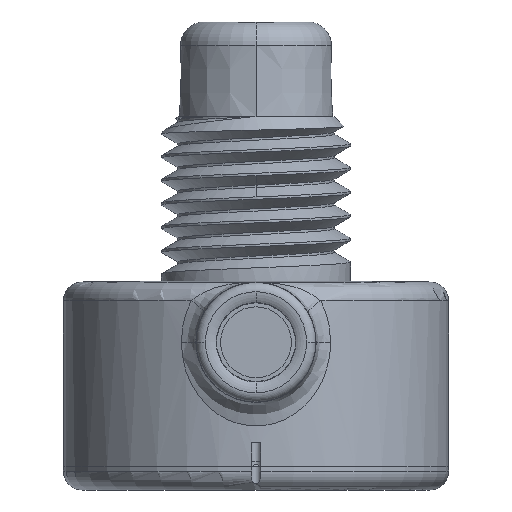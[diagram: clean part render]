
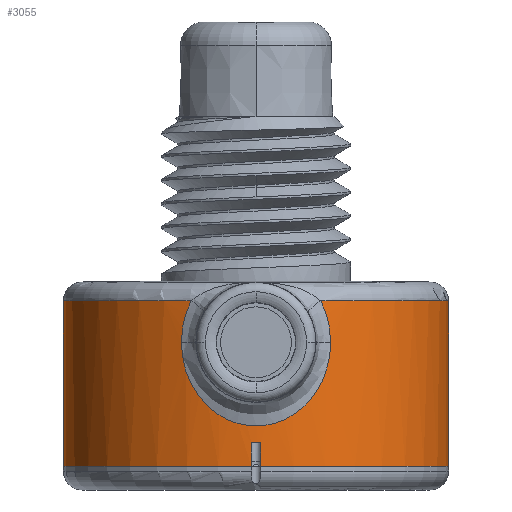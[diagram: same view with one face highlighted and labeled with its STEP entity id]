
A CAD part, front view. The second image highlights one B-rep face of the part: STEP entity #3055.
In plain terms, the highlighted cylindrical face has radius 8.15 mm (diameter 16.3 mm), a partial arc.
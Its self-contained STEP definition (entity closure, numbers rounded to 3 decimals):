
#9=DIRECTION('',(0.,0.,1.));
#10=VECTOR('',#9,7.);
#11=CARTESIAN_POINT('',(8.15,0.,0.));
#12=LINE('',#11,#10);
#13=CARTESIAN_POINT('',(0.,0.,0.));
#14=DIRECTION('',(0.,0.,-1.));
#15=DIRECTION('',(-0.025,-1.,0.));
#16=AXIS2_PLACEMENT_3D('',#13,#14,#15);
#18=DIRECTION('',(0.,0.,1.));
#19=VECTOR('',#18,7.);
#20=CARTESIAN_POINT('',(-8.15,0.,0.));
#21=LINE('',#20,#19);
#22=CARTESIAN_POINT('',(0.,0.,0.));
#23=DIRECTION('',(0.,0.,-1.));
#24=DIRECTION('',(1.,0.,0.));
#25=AXIS2_PLACEMENT_3D('',#22,#23,#24);
#27=DIRECTION('',(0.,0.,1.));
#28=VECTOR('',#27,1.);
#29=CARTESIAN_POINT('',(0.2,-8.148,0.));
#30=LINE('',#29,#28);
#31=DIRECTION('',(0.,0.,1.));
#32=VECTOR('',#31,1.);
#33=CARTESIAN_POINT('',(-0.2,-8.148,0.));
#34=LINE('',#33,#32);
#40=CARTESIAN_POINT('',(0.,0.,7.));
#41=DIRECTION('',(0.,0.,1.));
#42=DIRECTION('',(0.337,-0.942,0.));
#43=AXIS2_PLACEMENT_3D('',#40,#41,#42);
#45=CARTESIAN_POINT('',(0.,0.,7.));
#46=DIRECTION('',(0.,0.,1.));
#47=DIRECTION('',(-1.,0.,0.));
#48=AXIS2_PLACEMENT_3D('',#45,#46,#47);
#2328=CARTESIAN_POINT('',(2.744,-7.674,7.));
#2388=CARTESIAN_POINT('',(-2.744,-7.674,
7.));
#2474=CARTESIAN_POINT('',(3.156,-7.514,5.25));
#2475=CARTESIAN_POINT('',(3.156,-7.514,5.351));
#2476=CARTESIAN_POINT('',(3.149,-7.517,5.551));
#2477=CARTESIAN_POINT('',(3.114,-7.532,5.852));
#2478=CARTESIAN_POINT('',(3.057,-7.555,6.15));
#2479=CARTESIAN_POINT('',(2.976,-7.587,6.443));
#2480=CARTESIAN_POINT('',(2.872,-7.627,6.728));
#2481=CARTESIAN_POINT('',(2.789,-7.658,6.91));
#2482=CARTESIAN_POINT('',(2.744,-7.674,7.));
#2500=CARTESIAN_POINT('',(-3.156,-7.514,
5.25));
#2501=CARTESIAN_POINT('',(-3.156,-7.514,
5.15));
#2502=CARTESIAN_POINT('',(-3.149,-7.517,
4.95));
#2503=CARTESIAN_POINT('',(-3.115,-7.531,
4.649));
#2504=CARTESIAN_POINT('',(-3.057,-7.555,
4.352));
#2505=CARTESIAN_POINT('',(-2.977,-7.587,
4.06));
#2506=CARTESIAN_POINT('',(-2.874,-7.627,
3.775));
#2507=CARTESIAN_POINT('',(-2.749,-7.673,
3.501));
#2508=CARTESIAN_POINT('',(-2.603,-7.724,
3.239));
#2509=CARTESIAN_POINT('',(-2.437,-7.778,
2.994));
#2510=CARTESIAN_POINT('',(-2.255,-7.833,
2.767));
#2511=CARTESIAN_POINT('',(-2.059,-7.887,
2.561));
#2512=CARTESIAN_POINT('',(-1.85,-7.938,
2.377));
#2513=CARTESIAN_POINT('',(-1.633,-7.986,
2.216));
#2514=CARTESIAN_POINT('',(-1.409,-8.028,
2.078));
#2515=CARTESIAN_POINT('',(-1.18,-8.065,
1.963));
#2516=CARTESIAN_POINT('',(-0.947,-8.096,
1.869));
#2517=CARTESIAN_POINT('',(-0.712,-8.12,
1.798));
#2518=CARTESIAN_POINT('',(-0.475,-8.137,
1.747));
#2519=CARTESIAN_POINT('',(-0.238,-8.148,
1.717));
#2520=CARTESIAN_POINT('',(0.,-8.151,
1.707));
#2521=CARTESIAN_POINT('',(0.238,-8.148,
1.717));
#2522=CARTESIAN_POINT('',(0.475,-8.137,
1.747));
#2523=CARTESIAN_POINT('',(0.712,-8.12,
1.798));
#2524=CARTESIAN_POINT('',(0.947,-8.096,
1.869));
#2525=CARTESIAN_POINT('',(1.179,-8.065,1.963));
#2526=CARTESIAN_POINT('',(1.409,-8.028,2.078));
#2527=CARTESIAN_POINT('',(1.633,-7.986,2.216));
#2528=CARTESIAN_POINT('',(1.85,-7.938,2.377));
#2529=CARTESIAN_POINT('',(2.059,-7.887,2.561));
#2530=CARTESIAN_POINT('',(2.255,-7.833,2.767));
#2531=CARTESIAN_POINT('',(2.437,-7.778,2.994));
#2532=CARTESIAN_POINT('',(2.602,-7.724,3.239));
#2533=CARTESIAN_POINT('',(2.748,-7.673,3.5));
#2534=CARTESIAN_POINT('',(2.874,-7.627,3.775));
#2535=CARTESIAN_POINT('',(2.977,-7.587,4.06));
#2536=CARTESIAN_POINT('',(3.057,-7.555,4.352));
#2537=CARTESIAN_POINT('',(3.115,-7.531,4.649));
#2538=CARTESIAN_POINT('',(3.149,-7.517,4.95));
#2539=CARTESIAN_POINT('',(3.156,-7.514,5.15));
#2540=CARTESIAN_POINT('',(3.156,-7.514,5.25));
#2587=CARTESIAN_POINT('',(-2.744,-7.674,
7.));
#2588=CARTESIAN_POINT('',(-2.789,-7.658,
6.91));
#2589=CARTESIAN_POINT('',(-2.872,-7.627,
6.728));
#2590=CARTESIAN_POINT('',(-2.976,-7.587,
6.443));
#2591=CARTESIAN_POINT('',(-3.057,-7.555,
6.15));
#2592=CARTESIAN_POINT('',(-3.114,-7.532,
5.852));
#2593=CARTESIAN_POINT('',(-3.149,-7.517,
5.551));
#2594=CARTESIAN_POINT('',(-3.156,-7.514,
5.351));
#2595=CARTESIAN_POINT('',(-3.156,-7.514,
5.25));
#2765=CARTESIAN_POINT('',(0.,0.,1.));
#2766=DIRECTION('',(0.,0.,1.));
#2767=DIRECTION('',(-0.025,-1.,0.));
#2768=AXIS2_PLACEMENT_3D('',#2765,#2766,#2767);
#2859=CARTESIAN_POINT('',(8.15,0.,7.));
#2860=CARTESIAN_POINT('',(-8.15,0.,7.));
#2861=VERTEX_POINT('',#2859);
#2862=VERTEX_POINT('',#2860);
#2867=CARTESIAN_POINT('',(-0.2,-8.148,1.));
#2868=CARTESIAN_POINT('',(0.2,-8.148,1.));
#2869=VERTEX_POINT('',#2867);
#2870=VERTEX_POINT('',#2868);
#2918=VERTEX_POINT('',#2328);
#2919=VERTEX_POINT('',#2388);
#2922=VERTEX_POINT('',#2595);
#2924=VERTEX_POINT('',#2540);
#2976=CARTESIAN_POINT('',(-0.2,-8.148,0.));
#2977=CARTESIAN_POINT('',(-8.15,0.,0.));
#2978=VERTEX_POINT('',#2976);
#2979=VERTEX_POINT('',#2977);
#2980=CARTESIAN_POINT('',(8.15,0.,0.));
#2981=CARTESIAN_POINT('',(0.2,-8.148,0.));
#2982=VERTEX_POINT('',#2980);
#2983=VERTEX_POINT('',#2981);
#3028=CARTESIAN_POINT('',(0.,0.,0.));
#3029=DIRECTION('',(0.,0.,1.));
#3030=DIRECTION('',(1.,0.,0.));
#3031=AXIS2_PLACEMENT_3D('',#3028,#3029,#3030);
#3032=CYLINDRICAL_SURFACE('',#3031,8.15);
#3033=ORIENTED_EDGE('',*,*,#3007,.T.);
#3034=ORIENTED_EDGE('',*,*,#3005,.T.);
#3036=ORIENTED_EDGE('',*,*,#3035,.T.);
#3038=ORIENTED_EDGE('',*,*,#3037,.T.);
#3040=ORIENTED_EDGE('',*,*,#3039,.T.);
#3042=ORIENTED_EDGE('',*,*,#3041,.T.);
#3044=ORIENTED_EDGE('',*,*,#3043,.T.);
#3045=ORIENTED_EDGE('',*,*,#3021,.F.);
#3046=ORIENTED_EDGE('',*,*,#3019,.T.);
#3048=ORIENTED_EDGE('',*,*,#3047,.T.);
#3050=ORIENTED_EDGE('',*,*,#3049,.F.);
#3052=ORIENTED_EDGE('',*,*,#3051,.F.);
#3053=EDGE_LOOP('',(#3033,#3034,#3036,#3038,#3040,#3042,#3044,#3045,#3046,#3048,
#3050,#3052));
#3054=FACE_OUTER_BOUND('',#3053,.F.);
#3055=ADVANCED_FACE('',(#3054),#3032,.T.);
#17=CIRCLE('',#16,8.15);
#26=CIRCLE('',#25,8.15);
#44=CIRCLE('',#43,8.15);
#49=CIRCLE('',#48,8.15);
#2483=B_SPLINE_CURVE_WITH_KNOTS('',3,(#2474,#2475,#2476,#2477,#2478,#2479,#2480,
#2481,#2482),.UNSPECIFIED.,.F.,.F.,(4,1,1,1,1,1,4),(0.,0.167,
0.333,0.5,0.667,0.833,1.),
.UNSPECIFIED.);
#2541=B_SPLINE_CURVE_WITH_KNOTS('',3,(#2500,#2501,#2502,#2503,#2504,#2505,#2506,
#2507,#2508,#2509,#2510,#2511,#2512,#2513,#2514,#2515,#2516,#2517,#2518,#2519,
#2520,#2521,#2522,#2523,#2524,#2525,#2526,#2527,#2528,#2529,#2530,#2531,#2532,
#2533,#2534,#2535,#2536,#2537,#2538,#2539,#2540),.UNSPECIFIED.,.F.,.F.,(4,1,1,1,
1,1,1,1,1,1,1,1,1,1,1,1,1,1,1,1,1,1,1,1,1,1,1,1,1,1,1,1,1,1,1,1,1,1,4),(0.,
0.026,0.053,0.079,0.105,
0.132,0.158,0.184,0.211,
0.237,0.263,0.289,0.316,
0.342,0.368,0.395,0.421,
0.447,0.474,0.5,0.526,0.553,
0.579,0.605,0.632,0.658,
0.684,0.711,0.737,0.763,
0.789,0.816,0.842,0.868,
0.895,0.921,0.947,0.974,1.),
.UNSPECIFIED.);
#2596=B_SPLINE_CURVE_WITH_KNOTS('',3,(#2587,#2588,#2589,#2590,#2591,#2592,#2593,
#2594,#2595),.UNSPECIFIED.,.F.,.F.,(4,1,1,1,1,1,4),(0.,0.167,
0.333,0.5,0.667,0.833,1.),
.UNSPECIFIED.);
#2769=CIRCLE('',#2768,8.15);
#3005=EDGE_CURVE('',#2979,#2862,#21,.T.);
#3007=EDGE_CURVE('',#2978,#2979,#17,.T.);
#3019=EDGE_CURVE('',#2982,#2983,#26,.T.);
#3021=EDGE_CURVE('',#2982,#2861,#12,.T.);
#3035=EDGE_CURVE('',#2862,#2919,#49,.T.);
#3037=EDGE_CURVE('',#2919,#2922,#2596,.T.);
#3039=EDGE_CURVE('',#2922,#2924,#2541,.T.);
#3041=EDGE_CURVE('',#2924,#2918,#2483,.T.);
#3043=EDGE_CURVE('',#2918,#2861,#44,.T.);
#3047=EDGE_CURVE('',#2983,#2870,#30,.T.);
#3049=EDGE_CURVE('',#2869,#2870,#2769,.T.);
#3051=EDGE_CURVE('',#2978,#2869,#34,.T.);
